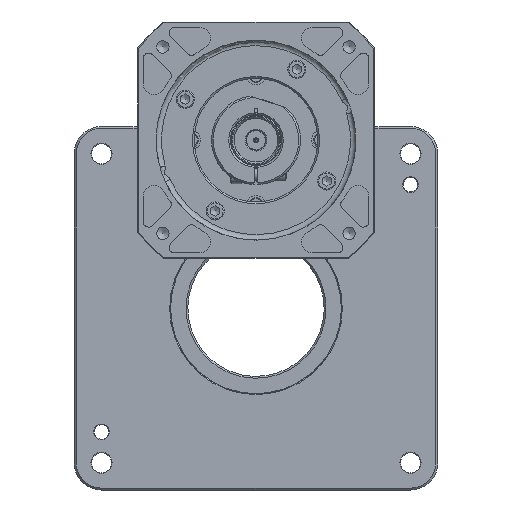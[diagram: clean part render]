
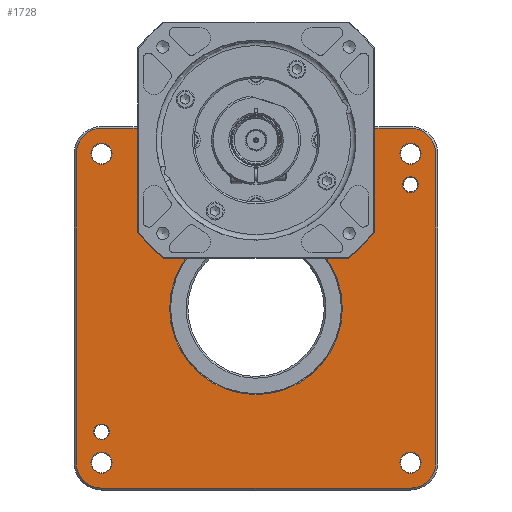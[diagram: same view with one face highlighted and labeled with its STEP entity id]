
A CAD part, front view. The second image highlights one B-rep face of the part: STEP entity #1728.
In plain terms, the highlighted planar face has unit normal (0, -1, 0).
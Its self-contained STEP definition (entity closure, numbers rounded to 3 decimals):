
#312=CARTESIAN_POINT('',(85.,0.,-79.2));
#313=VERTEX_POINT('',#312);
#314=CARTESIAN_POINT('',(85.,0.,-85.0));
#315=DIRECTION('',(0.0,1.0,0.0));
#316=DIRECTION('',(0.0,0.0,1.0));
#317=AXIS2_PLACEMENT_3D('',#314,#315,#316);
#318=CIRCLE('',#317,5.8);
#319=EDGE_CURVE('',#313,#313,#318,.T.);
#340=CARTESIAN_POINT('',(85.,0.,90.8));
#341=VERTEX_POINT('',#340);
#342=CARTESIAN_POINT('',(85.,0.,85.0));
#343=DIRECTION('',(0.0,1.0,0.0));
#344=DIRECTION('',(0.0,0.0,1.0));
#345=AXIS2_PLACEMENT_3D('',#342,#343,#344);
#346=CIRCLE('',#345,5.8);
#347=EDGE_CURVE('',#341,#341,#346,.T.);
#368=CARTESIAN_POINT('',(-85.,0.,90.8));
#369=VERTEX_POINT('',#368);
#370=CARTESIAN_POINT('',(-85.,0.,85.0));
#371=DIRECTION('',(0.0,1.0,0.0));
#372=DIRECTION('',(0.0,0.0,1.0));
#373=AXIS2_PLACEMENT_3D('',#370,#371,#372);
#374=CIRCLE('',#373,5.8);
#375=EDGE_CURVE('',#369,#369,#374,.T.);
#396=CARTESIAN_POINT('',(-85.,0.,-79.2));
#397=VERTEX_POINT('',#396);
#398=CARTESIAN_POINT('',(-85.,0.,-85.0));
#399=DIRECTION('',(0.0,1.0,0.0));
#400=DIRECTION('',(0.0,0.0,1.0));
#401=AXIS2_PLACEMENT_3D('',#398,#399,#400);
#402=CIRCLE('',#401,5.8);
#403=EDGE_CURVE('',#397,#397,#402,.T.);
#424=CARTESIAN_POINT('',(0.0,0.0,47.5));
#425=VERTEX_POINT('',#424);
#426=CARTESIAN_POINT('',(0.0,0.0,0.0));
#427=DIRECTION('',(0.0,1.0,0.0));
#428=DIRECTION('',(0.0,0.0,1.0));
#429=AXIS2_PLACEMENT_3D('',#426,#427,#428);
#430=CIRCLE('',#429,47.5);
#431=EDGE_CURVE('',#425,#425,#430,.T.);
#778=CARTESIAN_POINT('',(-85.,0.,-63.7));
#779=VERTEX_POINT('',#778);
#780=CARTESIAN_POINT('',(-85.,0.,-68.0));
#781=DIRECTION('',(0.0,1.0,0.0));
#782=DIRECTION('',(0.0,0.0,1.0));
#783=AXIS2_PLACEMENT_3D('',#780,#781,#782);
#784=CIRCLE('',#783,4.3);
#785=EDGE_CURVE('',#779,#779,#784,.T.);
#834=CARTESIAN_POINT('',(85.,0.,72.3));
#835=VERTEX_POINT('',#834);
#836=CARTESIAN_POINT('',(85.,0.,68.0));
#837=DIRECTION('',(0.0,1.0,0.0));
#838=DIRECTION('',(0.0,0.0,1.0));
#839=AXIS2_PLACEMENT_3D('',#836,#837,#838);
#840=CIRCLE('',#839,4.3);
#841=EDGE_CURVE('',#835,#835,#840,.T.);
#914=CARTESIAN_POINT('',(0.979,0.,126.642));
#915=VERTEX_POINT('',#914);
#922=CARTESIAN_POINT('',(-0.979,0.,126.642));
#923=VERTEX_POINT('',#922);
#924=CARTESIAN_POINT('',(0.,0.,128.5));
#925=DIRECTION('',(0.0,-1.0,0.0));
#926=DIRECTION('',(0.0,0.0,1.0));
#927=AXIS2_PLACEMENT_3D('',#924,#925,#926);
#928=CIRCLE('',#927,2.1);
#929=EDGE_CURVE('',#915,#923,#928,.T.);
#981=CARTESIAN_POINT('',(34.142,0.,91.521));
#982=VERTEX_POINT('',#981);
#989=CARTESIAN_POINT('',(34.142,0.,93.479));
#990=VERTEX_POINT('',#989);
#991=CARTESIAN_POINT('',(36.,0.,92.5));
#992=DIRECTION('',(0.0,-1.0,0.0));
#993=DIRECTION('',(0.0,0.0,1.0));
#994=AXIS2_PLACEMENT_3D('',#991,#992,#993);
#995=CIRCLE('',#994,2.1);
#996=EDGE_CURVE('',#982,#990,#995,.T.);
#1041=CARTESIAN_POINT('',(-34.142,0.,93.479));
#1042=VERTEX_POINT('',#1041);
#1049=CARTESIAN_POINT('',(-34.142,0.,91.521));
#1050=VERTEX_POINT('',#1049);
#1051=CARTESIAN_POINT('',(-36.,0.,92.5));
#1052=DIRECTION('',(0.0,-1.0,0.0));
#1053=DIRECTION('',(0.0,0.0,1.0));
#1054=AXIS2_PLACEMENT_3D('',#1051,#1052,#1053);
#1055=CIRCLE('',#1054,2.1);
#1056=EDGE_CURVE('',#1042,#1050,#1055,.T.);
#1280=CARTESIAN_POINT('',(-0.979,0.,58.358));
#1281=VERTEX_POINT('',#1280);
#1288=CARTESIAN_POINT('',(0.979,0.,58.358));
#1289=VERTEX_POINT('',#1288);
#1290=CARTESIAN_POINT('',(0.,0.,56.5));
#1291=DIRECTION('',(0.0,-1.0,0.0));
#1292=DIRECTION('',(0.0,0.0,1.0));
#1293=AXIS2_PLACEMENT_3D('',#1290,#1291,#1292);
#1294=CIRCLE('',#1293,2.1);
#1295=EDGE_CURVE('',#1281,#1289,#1294,.T.);
#1334=CARTESIAN_POINT('',(0.0,0.0,92.5));
#1335=DIRECTION('',(0.0,-1.0,0.0));
#1336=DIRECTION('',(1.0,0.0,0.0));
#1337=AXIS2_PLACEMENT_3D('',#1334,#1335,#1336);
#1338=CIRCLE('',#1337,34.156);
#1339=EDGE_CURVE('',#1289,#982,#1338,.T.);
#1344=CARTESIAN_POINT('',(0.0,0.0,92.5));
#1345=DIRECTION('',(0.0,-1.0,0.0));
#1346=DIRECTION('',(1.0,0.0,0.0));
#1347=AXIS2_PLACEMENT_3D('',#1344,#1345,#1346);
#1348=CIRCLE('',#1347,34.156);
#1349=EDGE_CURVE('',#990,#915,#1348,.T.);
#1355=CARTESIAN_POINT('',(0.0,0.0,92.5));
#1356=DIRECTION('',(0.0,-1.0,0.0));
#1357=DIRECTION('',(1.0,0.0,0.0));
#1358=AXIS2_PLACEMENT_3D('',#1355,#1356,#1357);
#1359=CIRCLE('',#1358,34.156);
#1360=EDGE_CURVE('',#923,#1042,#1359,.T.);
#1365=CARTESIAN_POINT('',(0.0,0.0,92.5));
#1366=DIRECTION('',(0.0,-1.0,0.0));
#1367=DIRECTION('',(1.0,0.0,0.0));
#1368=AXIS2_PLACEMENT_3D('',#1365,#1366,#1367);
#1369=CIRCLE('',#1368,34.156);
#1370=EDGE_CURVE('',#1050,#1281,#1369,.T.);
#1587=CARTESIAN_POINT('',(0.0,0.0,0.0));
#1588=DIRECTION('',(0.0,-1.0,0.0));
#1589=DIRECTION('',(0.0,0.0,-1.0));
#1590=AXIS2_PLACEMENT_3D('',#1587,#1588,#1589);
#1591=PLANE('',#1590);
#1592=CARTESIAN_POINT('',(99.,0.,85.));
#1593=VERTEX_POINT('',#1592);
#1594=CARTESIAN_POINT('',(85.,0.,99.));
#1595=VERTEX_POINT('',#1594);
#1596=CARTESIAN_POINT('',(85.,0.,85.));
#1597=DIRECTION('',(0.0,-1.0,0.0));
#1598=DIRECTION('',(0.0,0.0,1.0));
#1599=AXIS2_PLACEMENT_3D('',#1596,#1597,#1598);
#1600=CIRCLE('',#1599,14.);
#1601=EDGE_CURVE('',#1593,#1595,#1600,.T.);
#1602=ORIENTED_EDGE('',*,*,#1601,.T.);
#1603=CARTESIAN_POINT('',(60.982,0.,99.0));
#1604=VERTEX_POINT('',#1603);
#1605=CARTESIAN_POINT('',(85.,0.,99.0));
#1606=DIRECTION('',(-1.0,0.0,0.0));
#1607=VECTOR('',#1606,24.018);
#1608=LINE('',#1605,#1607);
#1609=EDGE_CURVE('',#1595,#1604,#1608,.T.);
#1610=ORIENTED_EDGE('',*,*,#1609,.T.);
#1611=CARTESIAN_POINT('',(45.971,0.,109.462));
#1612=VERTEX_POINT('',#1611);
#1613=CARTESIAN_POINT('',(60.982,0.,115.0));
#1614=DIRECTION('',(0.0,1.0,0.0));
#1615=DIRECTION('',(0.0,0.0,1.0));
#1616=AXIS2_PLACEMENT_3D('',#1613,#1614,#1615);
#1617=CIRCLE('',#1616,16.0);
#1618=EDGE_CURVE('',#1604,#1612,#1617,.T.);
#1619=ORIENTED_EDGE('',*,*,#1618,.T.);
#1620=CARTESIAN_POINT('',(-45.971,0.,109.462));
#1621=VERTEX_POINT('',#1620);
#1622=CARTESIAN_POINT('',(0.0,0.0,92.5));
#1623=DIRECTION('',(0.0,-1.0,0.0));
#1624=DIRECTION('',(0.0,0.0,1.0));
#1625=AXIS2_PLACEMENT_3D('',#1622,#1623,#1624);
#1626=CIRCLE('',#1625,49.);
#1627=EDGE_CURVE('',#1612,#1621,#1626,.T.);
#1628=ORIENTED_EDGE('',*,*,#1627,.T.);
#1629=CARTESIAN_POINT('',(-60.982,0.,99.0));
#1630=VERTEX_POINT('',#1629);
#1631=CARTESIAN_POINT('',(-60.982,0.,115.0));
#1632=DIRECTION('',(0.0,1.0,0.0));
#1633=DIRECTION('',(0.0,0.0,1.0));
#1634=AXIS2_PLACEMENT_3D('',#1631,#1632,#1633);
#1635=CIRCLE('',#1634,16.0);
#1636=EDGE_CURVE('',#1621,#1630,#1635,.T.);
#1637=ORIENTED_EDGE('',*,*,#1636,.T.);
#1638=CARTESIAN_POINT('',(-85.,0.,99.0));
#1639=VERTEX_POINT('',#1638);
#1640=CARTESIAN_POINT('',(-60.982,0.,99.0));
#1641=DIRECTION('',(-1.0,0.0,0.0));
#1642=VECTOR('',#1641,24.018);
#1643=LINE('',#1640,#1642);
#1644=EDGE_CURVE('',#1630,#1639,#1643,.T.);
#1645=ORIENTED_EDGE('',*,*,#1644,.T.);
#1646=CARTESIAN_POINT('',(-99.,0.,85.));
#1647=VERTEX_POINT('',#1646);
#1648=CARTESIAN_POINT('',(-85.,0.,85.0));
#1649=DIRECTION('',(0.0,-1.0,0.0));
#1650=DIRECTION('',(0.0,0.0,1.0));
#1651=AXIS2_PLACEMENT_3D('',#1648,#1649,#1650);
#1652=CIRCLE('',#1651,14.);
#1653=EDGE_CURVE('',#1639,#1647,#1652,.T.);
#1654=ORIENTED_EDGE('',*,*,#1653,.T.);
#1655=CARTESIAN_POINT('',(-99.,0.,-85.0));
#1656=VERTEX_POINT('',#1655);
#1657=CARTESIAN_POINT('',(-99.,0.,85.));
#1658=DIRECTION('',(0.0,0.0,-1.0));
#1659=VECTOR('',#1658,170.0);
#1660=LINE('',#1657,#1659);
#1661=EDGE_CURVE('',#1647,#1656,#1660,.T.);
#1662=ORIENTED_EDGE('',*,*,#1661,.T.);
#1663=CARTESIAN_POINT('',(-85.,0.,-99.0));
#1664=VERTEX_POINT('',#1663);
#1665=CARTESIAN_POINT('',(-85.,0.,-85.0));
#1666=DIRECTION('',(0.0,-1.0,0.0));
#1667=DIRECTION('',(0.0,0.0,1.0));
#1668=AXIS2_PLACEMENT_3D('',#1665,#1666,#1667);
#1669=CIRCLE('',#1668,14.);
#1670=EDGE_CURVE('',#1656,#1664,#1669,.T.);
#1671=ORIENTED_EDGE('',*,*,#1670,.T.);
#1672=CARTESIAN_POINT('',(85.,0.,-99.0));
#1673=VERTEX_POINT('',#1672);
#1674=CARTESIAN_POINT('',(-85.,0.,-99.0));
#1675=DIRECTION('',(1.0,0.0,0.0));
#1676=VECTOR('',#1675,170.);
#1677=LINE('',#1674,#1676);
#1678=EDGE_CURVE('',#1664,#1673,#1677,.T.);
#1679=ORIENTED_EDGE('',*,*,#1678,.T.);
#1680=CARTESIAN_POINT('',(99.,0.,-85.0));
#1681=VERTEX_POINT('',#1680);
#1682=CARTESIAN_POINT('',(85.,0.,-85.0));
#1683=DIRECTION('',(0.0,-1.0,0.0));
#1684=DIRECTION('',(0.0,0.0,1.0));
#1685=AXIS2_PLACEMENT_3D('',#1682,#1683,#1684);
#1686=CIRCLE('',#1685,14.);
#1687=EDGE_CURVE('',#1673,#1681,#1686,.T.);
#1688=ORIENTED_EDGE('',*,*,#1687,.T.);
#1689=CARTESIAN_POINT('',(99.,0.,-85.0));
#1690=DIRECTION('',(0.0,0.0,1.0));
#1691=VECTOR('',#1690,170.0);
#1692=LINE('',#1689,#1691);
#1693=EDGE_CURVE('',#1681,#1593,#1692,.T.);
#1694=ORIENTED_EDGE('',*,*,#1693,.T.);
#1695=EDGE_LOOP('',(#1602,#1610,#1619,#1628,#1637,#1645,#1654,#1662,#1671,#1679,#1688,#1694));
#1696=FACE_OUTER_BOUND('',#1695,.T.);
#1697=ORIENTED_EDGE('',*,*,#1349,.F.);
#1698=ORIENTED_EDGE('',*,*,#996,.F.);
#1699=ORIENTED_EDGE('',*,*,#1339,.F.);
#1700=ORIENTED_EDGE('',*,*,#1295,.F.);
#1701=ORIENTED_EDGE('',*,*,#1370,.F.);
#1702=ORIENTED_EDGE('',*,*,#1056,.F.);
#1703=ORIENTED_EDGE('',*,*,#1360,.F.);
#1704=ORIENTED_EDGE('',*,*,#929,.F.);
#1705=EDGE_LOOP('',(#1697,#1698,#1699,#1700,#1701,#1702,#1703,#1704));
#1706=FACE_BOUND('',#1705,.T.);
#1707=ORIENTED_EDGE('',*,*,#403,.T.);
#1708=EDGE_LOOP('',(#1707));
#1709=FACE_BOUND('',#1708,.T.);
#1710=ORIENTED_EDGE('',*,*,#375,.T.);
#1711=EDGE_LOOP('',(#1710));
#1712=FACE_BOUND('',#1711,.T.);
#1713=ORIENTED_EDGE('',*,*,#347,.T.);
#1714=EDGE_LOOP('',(#1713));
#1715=FACE_BOUND('',#1714,.T.);
#1716=ORIENTED_EDGE('',*,*,#319,.T.);
#1717=EDGE_LOOP('',(#1716));
#1718=FACE_BOUND('',#1717,.T.);
#1719=ORIENTED_EDGE('',*,*,#431,.T.);
#1720=EDGE_LOOP('',(#1719));
#1721=FACE_BOUND('',#1720,.T.);
#1722=ORIENTED_EDGE('',*,*,#841,.T.);
#1723=EDGE_LOOP('',(#1722));
#1724=FACE_BOUND('',#1723,.T.);
#1725=ORIENTED_EDGE('',*,*,#785,.T.);
#1726=EDGE_LOOP('',(#1725));
#1727=FACE_BOUND('',#1726,.T.);
#1728=ADVANCED_FACE('',(#1696,#1706,#1709,#1712,#1715,#1718,#1721,#1724,#1727),#1591,.T.);
